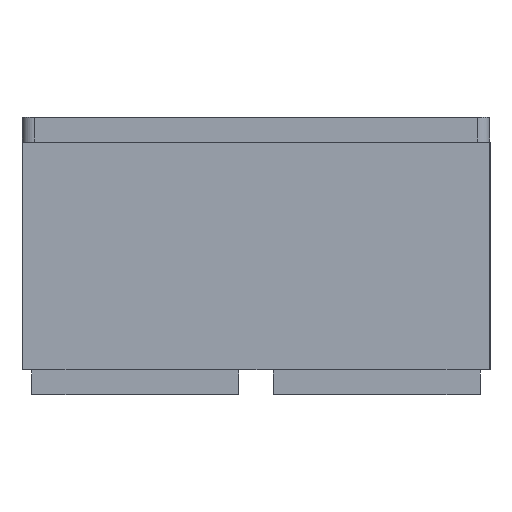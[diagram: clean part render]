
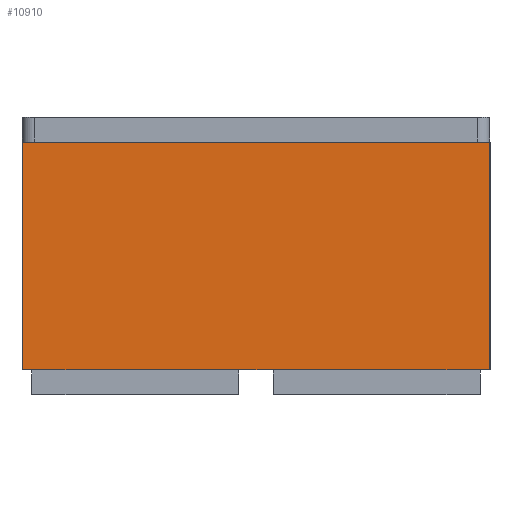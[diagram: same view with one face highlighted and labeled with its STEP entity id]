
A CAD part, left-side view. The second image highlights one B-rep face of the part: STEP entity #10910.
In plain terms, the highlighted planar face has unit normal (-1, 0, 0).
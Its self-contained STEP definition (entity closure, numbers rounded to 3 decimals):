
#477=LINE('',#17826,#1419);
#478=LINE('',#17828,#1420);
#479=LINE('',#17830,#1421);
#480=LINE('',#17832,#1422);
#481=LINE('',#17834,#1423);
#490=LINE('',#17852,#1432);
#498=LINE('',#17870,#1440);
#500=LINE('',#17873,#1442);
#1419=VECTOR('',#14451,1000.);
#1420=VECTOR('',#14454,1000.);
#1421=VECTOR('',#14457,1000.);
#1422=VECTOR('',#14460,1000.);
#1423=VECTOR('',#14463,1000.);
#1432=VECTOR('',#14476,1000.);
#1440=VECTOR('',#14488,1000.);
#1442=VECTOR('',#14492,1000.);
#2320=PLANE('',#13118);
#2895=ORIENTED_EDGE('',*,*,#5838,.F.);
#2896=ORIENTED_EDGE('',*,*,#5828,.F.);
#2897=ORIENTED_EDGE('',*,*,#5819,.F.);
#2898=ORIENTED_EDGE('',*,*,#5818,.F.);
#2899=ORIENTED_EDGE('',*,*,#5817,.F.);
#2900=ORIENTED_EDGE('',*,*,#5816,.F.);
#2901=ORIENTED_EDGE('',*,*,#5815,.F.);
#2902=ORIENTED_EDGE('',*,*,#5836,.T.);
#5815=EDGE_CURVE('',#7307,#7279,#477,.T.);
#5816=EDGE_CURVE('',#7279,#7282,#478,.T.);
#5817=EDGE_CURVE('',#7282,#7285,#479,.T.);
#5818=EDGE_CURVE('',#7285,#7288,#480,.T.);
#5819=EDGE_CURVE('',#7288,#7308,#481,.T.);
#5828=EDGE_CURVE('',#7308,#7312,#490,.T.);
#5836=EDGE_CURVE('',#7307,#7322,#498,.T.);
#5838=EDGE_CURVE('',#7312,#7322,#500,.T.);
#7279=VERTEX_POINT('',#17734);
#7282=VERTEX_POINT('',#17744);
#7285=VERTEX_POINT('',#17754);
#7288=VERTEX_POINT('',#17764);
#7307=VERTEX_POINT('',#17825);
#7308=VERTEX_POINT('',#17835);
#7312=VERTEX_POINT('',#17846);
#7322=VERTEX_POINT('',#17869);
#8878=EDGE_LOOP('',(#2895,#2896,#2897,#2898,#2899,#2900,#2901,#2902));
#9796=FACE_BOUND('',#8878,.T.);
#10910=ADVANCED_FACE('',(#9796),#2320,.T.);
#13118=AXIS2_PLACEMENT_3D('',#17872,#14490,#14491);
#14451=DIRECTION('',(0.,1.,0.));
#14454=DIRECTION('',(0.,1.,0.));
#14457=DIRECTION('',(0.,1.,0.));
#14460=DIRECTION('',(0.,1.,0.));
#14463=DIRECTION('',(0.,1.,0.));
#14476=DIRECTION('',(0.,0.,1.));
#14488=DIRECTION('',(0.,0.,1.));
#14490=DIRECTION('',(-1.,0.,0.));
#14491=DIRECTION('',(0.,0.,1.));
#14492=DIRECTION('',(0.,-1.,0.));
#17734=CARTESIAN_POINT('',(-19.272,-112.657,10.));
#17744=CARTESIAN_POINT('',(-19.272,-28.657,10.));
#17754=CARTESIAN_POINT('',(-19.272,-14.657,10.));
#17764=CARTESIAN_POINT('',(-19.272,69.343,10.));
#17825=CARTESIAN_POINT('',(-19.272,-116.657,10.));
#17826=CARTESIAN_POINT('',(-19.272,-116.657,10.));
#17828=CARTESIAN_POINT('',(-19.272,-21.657,10.));
#17830=CARTESIAN_POINT('',(-19.272,-116.657,10.));
#17832=CARTESIAN_POINT('',(-19.272,-21.657,10.));
#17834=CARTESIAN_POINT('',(-19.272,-116.657,10.));
#17835=CARTESIAN_POINT('',(-19.272,73.343,10.));
#17846=CARTESIAN_POINT('',(-19.272,73.343,102.5));
#17852=CARTESIAN_POINT('',(-19.272,73.343,10.));
#17869=CARTESIAN_POINT('',(-19.272,-116.657,102.5));
#17870=CARTESIAN_POINT('',(-19.272,-116.657,10.));
#17872=CARTESIAN_POINT('',(-19.272,-116.657,10.));
#17873=CARTESIAN_POINT('',(-19.272,73.343,102.5));
